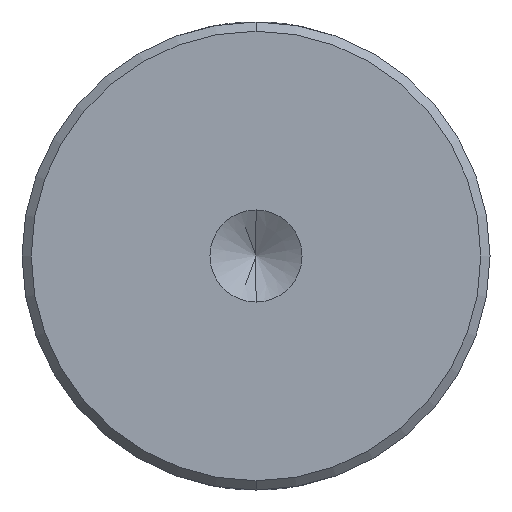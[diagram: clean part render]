
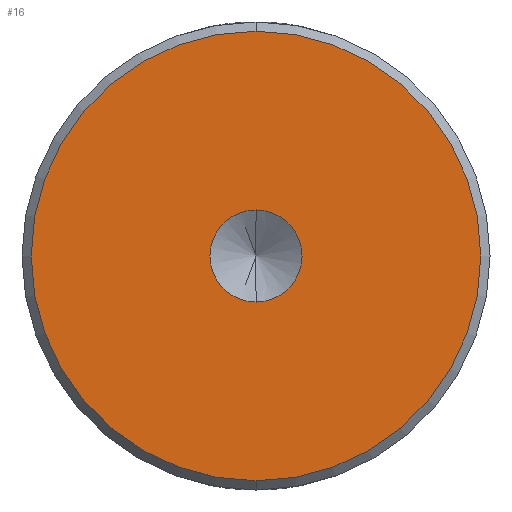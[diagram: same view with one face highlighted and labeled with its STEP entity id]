
A CAD part, front view. The second image highlights one B-rep face of the part: STEP entity #16.
In plain terms, the highlighted planar face has unit normal (0, -1, 0).
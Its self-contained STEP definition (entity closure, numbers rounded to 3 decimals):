
#16 = ADVANCED_FACE ( 'NONE', ( #851, #808 ), #400, .T. ) ;
#31 = EDGE_CURVE ( 'NONE', #300, #302, #97, .T. ) ;
#66 = EDGE_CURVE ( 'NONE', #374, #377, #104, .T. ) ;
#87 = EDGE_CURVE ( 'NONE', #302, #300, #110, .T. ) ;
#88 = EDGE_CURVE ( 'NONE', #377, #374, #111, .T. ) ;
#97 = CIRCLE ( 'NONE', #842, 2.5 ) ;
#104 = CIRCLE ( 'NONE', #882, 12.2 ) ;
#110 = CIRCLE ( 'NONE', #898, 2.5 ) ;
#111 = CIRCLE ( 'NONE', #893, 12.2 ) ;
#300 = VERTEX_POINT ( 'NONE', #729 ) ;
#302 = VERTEX_POINT ( 'NONE', #730 ) ;
#307 = ORIENTED_EDGE ( 'NONE', *, *, #31, .F. ) ;
#312 = ORIENTED_EDGE ( 'NONE', *, *, #88, .T. ) ;
#313 = ORIENTED_EDGE ( 'NONE', *, *, #87, .F. ) ;
#324 = ORIENTED_EDGE ( 'NONE', *, *, #66, .T. ) ;
#361 = EDGE_LOOP ( 'NONE', ( #312, #324 ) ) ;
#374 = VERTEX_POINT ( 'NONE', #754 ) ;
#377 = VERTEX_POINT ( 'NONE', #755 ) ;
#385 = EDGE_LOOP ( 'NONE', ( #313, #307 ) ) ;
#397 = CARTESIAN_POINT ( 'NONE',  ( 0., 0., 0. ) ) ;
#398 = DIRECTION ( 'NONE',  ( 0., -1., 0. ) ) ;
#400 = PLANE ( 'NONE',  #811 ) ;
#414 = DIRECTION ( 'NONE',  ( 0., 0., -1. ) ) ;
#453 = DIRECTION ( 'NONE',  ( 0., 0., -1. ) ) ;
#455 = DIRECTION ( 'NONE',  ( 0., -1., 0. ) ) ;
#457 = CARTESIAN_POINT ( 'NONE',  ( 0., 0., 0. ) ) ;
#539 = CARTESIAN_POINT ( 'NONE',  ( 0., 0., 0. ) ) ;
#546 = DIRECTION ( 'NONE',  ( 0., -1., 0. ) ) ;
#547 = DIRECTION ( 'NONE',  ( 0., 0., -1. ) ) ;
#716 = CARTESIAN_POINT ( 'NONE',  ( 0., 0., 0. ) ) ;
#717 = DIRECTION ( 'NONE',  ( 0., -1., 0. ) ) ;
#718 = DIRECTION ( 'NONE',  ( 0., 0., -1. ) ) ;
#719 = CARTESIAN_POINT ( 'NONE',  ( 0., 0., 0. ) ) ;
#720 = DIRECTION ( 'NONE',  ( 0., -1., 0. ) ) ;
#721 = DIRECTION ( 'NONE',  ( 0., 0., -1. ) ) ;
#729 = CARTESIAN_POINT ( 'NONE',  ( 0., 0., 2.5 ) ) ;
#730 = CARTESIAN_POINT ( 'NONE',  ( 0., 0., -2.5 ) ) ;
#754 = CARTESIAN_POINT ( 'NONE',  ( 0., 0., -12.2 ) ) ;
#755 = CARTESIAN_POINT ( 'NONE',  ( 0., 0., 12.2 ) ) ;
#808 = FACE_OUTER_BOUND ( 'NONE', #361, .T. ) ;
#811 = AXIS2_PLACEMENT_3D ( 'NONE', #397, #398, #414 ) ;
#842 = AXIS2_PLACEMENT_3D ( 'NONE', #457, #455, #453 ) ;
#851 = FACE_BOUND ( 'NONE', #385, .T. ) ;
#882 = AXIS2_PLACEMENT_3D ( 'NONE', #539, #546, #547 ) ;
#893 = AXIS2_PLACEMENT_3D ( 'NONE', #719, #720, #721 ) ;
#898 = AXIS2_PLACEMENT_3D ( 'NONE', #716, #717, #718 ) ;
